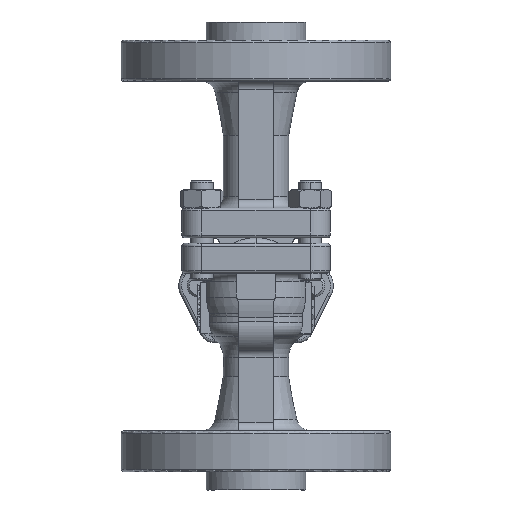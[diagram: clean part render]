
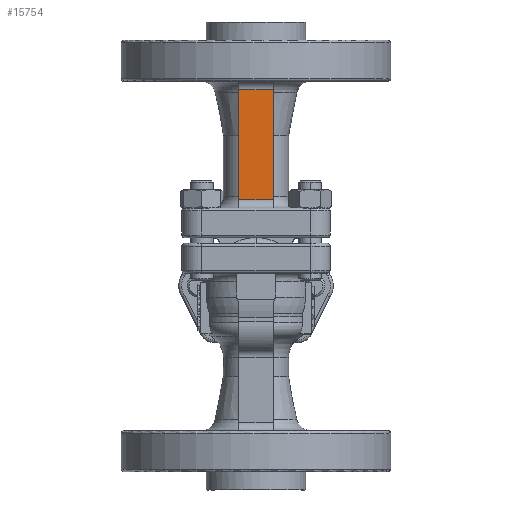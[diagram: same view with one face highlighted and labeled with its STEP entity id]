
A CAD part, front view. The second image highlights one B-rep face of the part: STEP entity #15754.
In plain terms, the highlighted planar face has unit normal (0, -1, 0).
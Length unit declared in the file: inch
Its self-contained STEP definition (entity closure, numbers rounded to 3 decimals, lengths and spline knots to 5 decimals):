
#507 = EDGE_CURVE ( 'NONE', #9172, #5476, #10941, .T. ) ;
#2463 = CARTESIAN_POINT ( 'NONE',  ( -0.23357, -0.67099, 1.19685 ) ) ;
#2812 = EDGE_CURVE ( 'NONE', #14249, #9909, #12299, .T. ) ;
#3225 = EDGE_LOOP ( 'NONE', ( #4040, #16697, #34768, #16516 ) ) ;
#3958 = CARTESIAN_POINT ( 'NONE',  ( -0.23357, -0.67099, 2.72047 ) ) ;
#4040 = ORIENTED_EDGE ( 'NONE', *, *, #507, .T. ) ;
#4747 = CARTESIAN_POINT ( 'NONE',  ( -0.23357, -0.67099, 2.2126 ) ) ;
#5476 = VERTEX_POINT ( 'NONE', #19433 ) ;
#5626 = CARTESIAN_POINT ( 'NONE',  ( 0.23887, -0.67099, 1.19685 ) ) ;
#6284 = B_SPLINE_CURVE_WITH_KNOTS ( 'NONE', 3,
 ( #2463, #30360, #24575, #27263 ),
 .UNSPECIFIED., .F., .F.,
 ( 4, 4 ),
 ( 0., 1. ),
 .UNSPECIFIED. ) ;
#9172 = VERTEX_POINT ( 'NONE', #10395 ) ;
#9909 = VERTEX_POINT ( 'NONE', #19274 ) ;
#10395 = CARTESIAN_POINT ( 'NONE',  ( 0.23887, -0.67099, 1.19685 ) ) ;
#10941 = B_SPLINE_CURVE_WITH_KNOTS ( 'NONE', 3,
 ( #5626, #24290, #36812, #21382 ),
 .UNSPECIFIED., .F., .F.,
 ( 4, 4 ),
 ( 0., 1. ),
 .UNSPECIFIED. ) ;
#12299 = B_SPLINE_CURVE_WITH_KNOTS ( 'NONE', 3,
 ( #19670, #4747, #32293, #29149 ),
 .UNSPECIFIED., .F., .F.,
 ( 4, 4 ),
 ( 0., 1. ),
 .UNSPECIFIED. ) ;
#13890 = CARTESIAN_POINT ( 'NONE',  ( 0.23887, -0.67099, 1.07874 ) ) ;
#14249 = VERTEX_POINT ( 'NONE', #27590 ) ;
#15754 = ADVANCED_FACE ( 'NONE', ( #25011 ), #18811, .T. ) ;
#16516 = ORIENTED_EDGE ( 'NONE', *, *, #18259, .T. ) ;
#16697 = ORIENTED_EDGE ( 'NONE', *, *, #30529, .T. ) ;
#18259 = EDGE_CURVE ( 'NONE', #9909, #9172, #6284, .T. ) ;
#18400 = AXIS2_PLACEMENT_3D ( 'NONE', #13890, #25622, #32022 ) ;
#18811 = PLANE ( 'NONE',  #18400 ) ;
#19274 = CARTESIAN_POINT ( 'NONE',  ( -0.23357, -0.67099, 1.19685 ) ) ;
#19433 = CARTESIAN_POINT ( 'NONE',  ( 0.23887, -0.67099, 2.72047 ) ) ;
#19670 = CARTESIAN_POINT ( 'NONE',  ( -0.23357, -0.67099, 2.72047 ) ) ;
#21382 = CARTESIAN_POINT ( 'NONE',  ( 0.23887, -0.67099, 2.72047 ) ) ;
#21567 = CARTESIAN_POINT ( 'NONE',  ( 0.23887, -0.67099, 2.72047 ) ) ;
#24290 = CARTESIAN_POINT ( 'NONE',  ( 0.23887, -0.67099, 1.70472 ) ) ;
#24575 = CARTESIAN_POINT ( 'NONE',  ( 0.08139, -0.67099, 1.19685 ) ) ;
#25011 = FACE_OUTER_BOUND ( 'NONE', #3225, .T. ) ;
#25622 = DIRECTION ( 'NONE',  ( 0., -1., 0. ) ) ;
#25688 = CARTESIAN_POINT ( 'NONE',  ( -0.07609, -0.67099, 2.72047 ) ) ;
#27263 = CARTESIAN_POINT ( 'NONE',  ( 0.23887, -0.67099, 1.19685 ) ) ;
#27590 = CARTESIAN_POINT ( 'NONE',  ( -0.23357, -0.67099, 2.72047 ) ) ;
#29149 = CARTESIAN_POINT ( 'NONE',  ( -0.23357, -0.67099, 1.19685 ) ) ;
#30088 = B_SPLINE_CURVE_WITH_KNOTS ( 'NONE', 3,
 ( #21567, #38599, #25688, #3958 ),
 .UNSPECIFIED., .F., .F.,
 ( 4, 4 ),
 ( 0., 1. ),
 .UNSPECIFIED. ) ;
#30360 = CARTESIAN_POINT ( 'NONE',  ( -0.07609, -0.67099, 1.19685 ) ) ;
#30529 = EDGE_CURVE ( 'NONE', #5476, #14249, #30088, .T. ) ;
#32022 = DIRECTION ( 'NONE',  ( 0., 0., -1. ) ) ;
#32293 = CARTESIAN_POINT ( 'NONE',  ( -0.23357, -0.67099, 1.70472 ) ) ;
#34768 = ORIENTED_EDGE ( 'NONE', *, *, #2812, .T. ) ;
#36812 = CARTESIAN_POINT ( 'NONE',  ( 0.23887, -0.67099, 2.2126 ) ) ;
#38599 = CARTESIAN_POINT ( 'NONE',  ( 0.08139, -0.67099, 2.72047 ) ) ;
